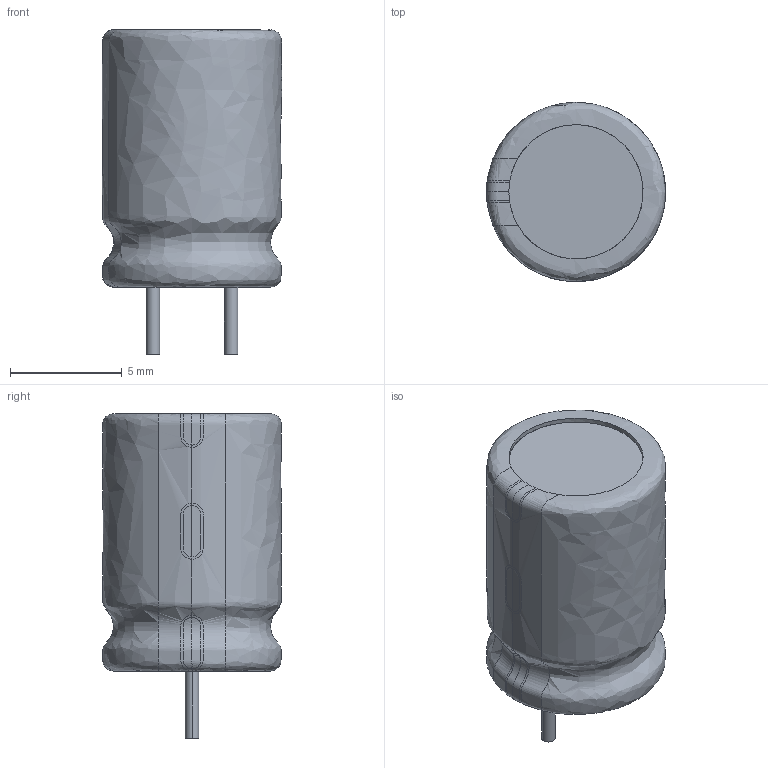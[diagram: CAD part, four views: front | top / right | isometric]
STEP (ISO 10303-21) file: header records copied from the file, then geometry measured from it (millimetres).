
FILE_DESCRIPTION(/* description */ (''),/* implementation_level */ '2;1');
FILE_NAME(/* name */ 'EL52CC~1',/* time_stamp */ '2017-11-05T15:48:27+01:00',/* author */ (''),/* organization */ (''),/* preprocessor_version */ 'ST-DEVELOPER v14',/* originating_system */ '',/* authorisation */ '');
FILE_SCHEMA (('AUTOMOTIVE_DESIGN'));
Length unit declared in the file: millimetre
Products named in the file (1): Document
Bounding box: 8 x 8 x 14.5 mm (x, y, z)
Volume: 1.8 mm3; surface area: 402 mm2
Topology: 2 solids, 16 shells, 35 faces, 96 edges, 75 vertices
Faces by surface type: bspline 29, plane 6
Entity records: 4864 total; most frequent: CARTESIAN_POINT 4224, ORIENTED_EDGE 126, EDGE_CURVE 96, VERTEX_POINT 75, ADVANCED_FACE 35, FACE_OUTER_BOUND 35, EDGE_LOOP 35, COLOUR_RGB 16
